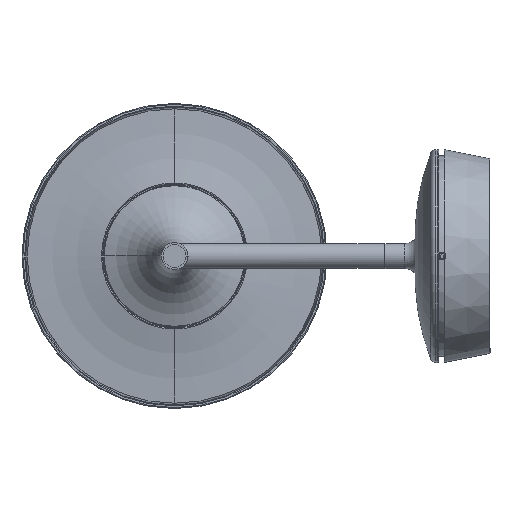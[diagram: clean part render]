
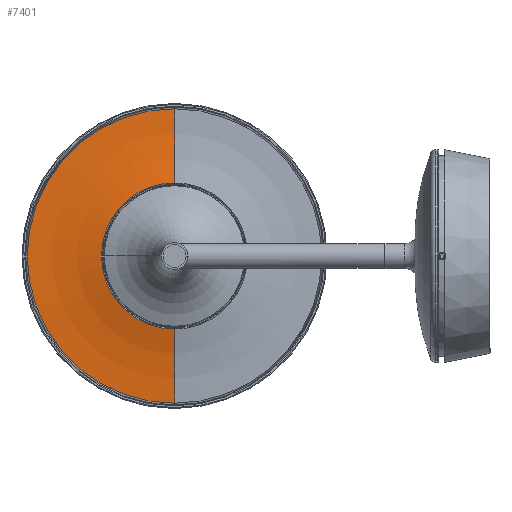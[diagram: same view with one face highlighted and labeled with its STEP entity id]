
A CAD part, front view. The second image highlights one B-rep face of the part: STEP entity #7401.
In plain terms, the highlighted toroidal (fillet/blend) face has major radius 83 mm and minor radius 163.741 mm.
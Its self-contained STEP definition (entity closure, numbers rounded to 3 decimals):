
#1816 = VERTEX_POINT ( 'NONE', #15560 ) ;
#1820 = TOROIDAL_SURFACE ( 'NONE', #25570, 83., 163.741 ) ;
#3048 = CIRCLE ( 'NONE', #7723, 163.741 ) ;
#3093 = DIRECTION ( 'NONE',  ( 0., 1., 0. ) ) ;
#3305 = CARTESIAN_POINT ( 'NONE',  ( 0., 51., 0. ) ) ;
#4405 = AXIS2_PLACEMENT_3D ( 'NONE', #21569, #5977, #17328 ) ;
#4986 = ORIENTED_EDGE ( 'NONE', *, *, #17060, .T. ) ;
#5037 = VERTEX_POINT ( 'NONE', #11409 ) ;
#5977 = DIRECTION ( 'NONE',  ( 0., 0., 1. ) ) ;
#7401 = ADVANCED_FACE ( 'NONE', ( #13415 ), #1820, .F. ) ;
#7646 = ORIENTED_EDGE ( 'NONE', *, *, #19444, .F. ) ;
#7723 = AXIS2_PLACEMENT_3D ( 'NONE', #19887, #28767, #15646 ) ;
#8070 = VERTEX_POINT ( 'NONE', #20490 ) ;
#8788 = CARTESIAN_POINT ( 'NONE',  ( -41.196, 45.574, 0. ) ) ;
#9233 = AXIS2_PLACEMENT_3D ( 'NONE', #14186, #3093, #9240 ) ;
#9240 = DIRECTION ( 'NONE',  ( 1., 0., 0. ) ) ;
#11409 = CARTESIAN_POINT ( 'NONE',  ( 41.196, 45.574, 0. ) ) ;
#11444 = EDGE_CURVE ( 'NONE', #1816, #5037, #16979, .T. ) ;
#12344 = EDGE_CURVE ( 'NONE', #8070, #19966, #3048, .T. ) ;
#13415 = FACE_OUTER_BOUND ( 'NONE', #18932, .T. ) ;
#13555 = DIRECTION ( 'NONE',  ( 0., 1., 0. ) ) ;
#14186 = CARTESIAN_POINT ( 'NONE',  ( 0., 45.574, 0. ) ) ;
#14513 = AXIS2_PLACEMENT_3D ( 'NONE', #3305, #28627, #16738 ) ;
#15456 = DIRECTION ( 'NONE',  ( -1., 0., 0. ) ) ;
#15560 = CARTESIAN_POINT ( 'NONE',  ( 83., 51., 0. ) ) ;
#15646 = DIRECTION ( 'NONE',  ( -1., 0., 0. ) ) ;
#16738 = DIRECTION ( 'NONE',  ( -1., 0., 0. ) ) ;
#16979 = CIRCLE ( 'NONE', #4405, 163.741 ) ;
#17060 = EDGE_CURVE ( 'NONE', #19966, #5037, #25035, .T. ) ;
#17328 = DIRECTION ( 'NONE',  ( 1., 0., 0. ) ) ;
#17933 = CARTESIAN_POINT ( 'NONE',  ( 0., -112.741, 0. ) ) ;
#18932 = EDGE_LOOP ( 'NONE', ( #26666, #7646, #27080, #4986 ) ) ;
#19444 = EDGE_CURVE ( 'NONE', #8070, #1816, #27075, .T. ) ;
#19887 = CARTESIAN_POINT ( 'NONE',  ( -83., -112.741, 0. ) ) ;
#19966 = VERTEX_POINT ( 'NONE', #8788 ) ;
#20490 = CARTESIAN_POINT ( 'NONE',  ( -83., 51., 0. ) ) ;
#21569 = CARTESIAN_POINT ( 'NONE',  ( 83., -112.741, 0. ) ) ;
#25035 = CIRCLE ( 'NONE', #9233, 41.196 ) ;
#25570 = AXIS2_PLACEMENT_3D ( 'NONE', #17933, #13555, #15456 ) ;
#26666 = ORIENTED_EDGE ( 'NONE', *, *, #11444, .F. ) ;
#27075 = CIRCLE ( 'NONE', #14513, 83. ) ;
#27080 = ORIENTED_EDGE ( 'NONE', *, *, #12344, .T. ) ;
#28627 = DIRECTION ( 'NONE',  ( 0., 1., 0. ) ) ;
#28767 = DIRECTION ( 'NONE',  ( 0., 0., -1. ) ) ;
